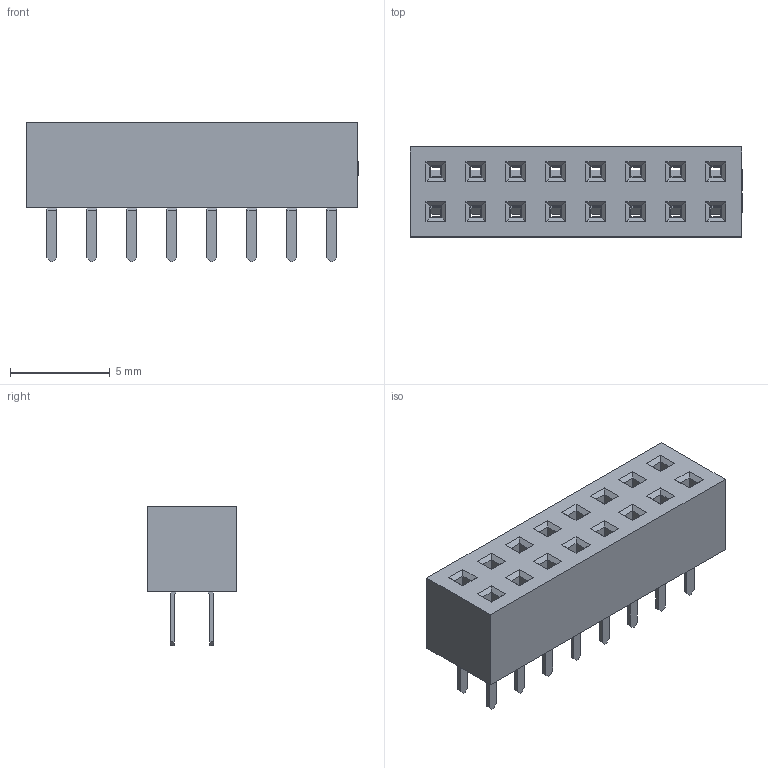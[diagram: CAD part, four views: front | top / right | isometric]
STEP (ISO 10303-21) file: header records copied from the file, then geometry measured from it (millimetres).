
FILE_DESCRIPTION(/* description */ ('Designed by EasyEDA Pro'),/* implementation_level */ '2;1');
FILE_NAME(/* name */ 'PM_2.00_2X8P_LH.step',/* time_stamp */ '2025-04-06T20:30:23+08:00',/* author */ (''),/* organization */ (''),/* preprocessor_version */ 'ST-DEVELOPER v20.1',/* originating_system */ 'Autodesk Translation Framework v14.4.0.0',/* authorisation */ '');
FILE_SCHEMA (('AUTOMOTIVE_DESIGN { 1 0 10303 214 3 1 1 }'));
Length unit declared in the file: millimetre
Products named in the file (3): 40PU-PCBModel; 40PU-Board; 40PU-U1-HDR-TH_16P-P2.00-V-F-R2-C8-S2.00
Assembly tree (2 placements, depth 2):
  40PU-PCBModel
    40PU-Board
    40PU-U1-HDR-TH_16P-P2.00-V-F-R2-C8-S2.00
Bounding box: 16.61 x 4.5 x 7 mm (x, y, z)
Volume: 301.4 mm3; surface area: 599.1 mm2
Topology: 1 solids, 1 shells, 802 faces, 2178 edges, 1388 vertices
Faces by surface type: plane 688, bspline 114
Entity records: 26611 total; most frequent: CARTESIAN_POINT 6465, ORIENTED_EDGE 4356, DIRECTION 3508, EDGE_CURVE 2178, LINE 1950, VECTOR 1950, VERTEX_POINT 1388, EDGE_LOOP 876
